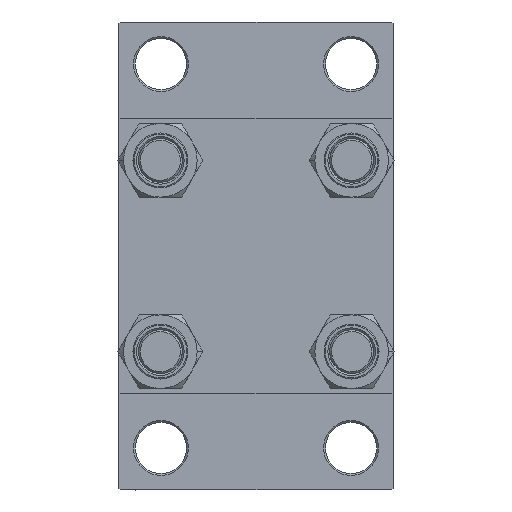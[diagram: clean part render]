
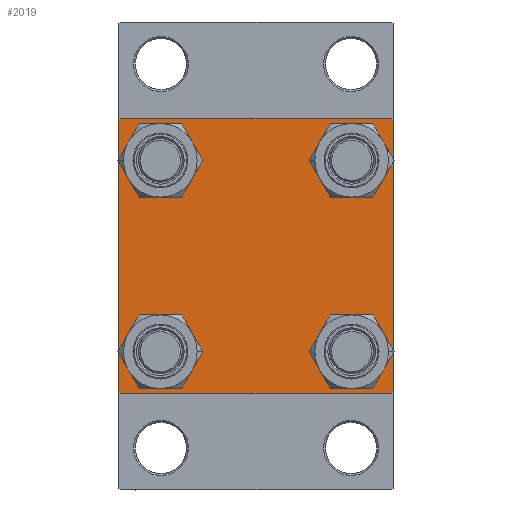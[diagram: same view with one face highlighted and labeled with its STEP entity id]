
A CAD part, left-side view. The second image highlights one B-rep face of the part: STEP entity #2019.
In plain terms, the highlighted planar face has unit normal (-1, 0, 0).
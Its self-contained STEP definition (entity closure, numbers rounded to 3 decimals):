
#278 = FACE_BOUND ( 'NONE', #7008, .T. ) ;
#300 = CARTESIAN_POINT ( 'NONE',  ( 0., 26.15, 32.65 ) ) ;
#523 = EDGE_LOOP ( 'NONE', ( #43954, #11195 ) ) ;
#825 = EDGE_CURVE ( 'NONE', #37209, #26416, #28492, .T. ) ;
#956 = EDGE_LOOP ( 'NONE', ( #27250, #34701 ) ) ;
#1610 = CIRCLE ( 'NONE', #23815, 6.5 ) ;
#1648 = VECTOR ( 'NONE', #41350, 1000. ) ;
#2019 = ADVANCED_FACE ( 'NONE', ( #278, #47276, #46806, #18266, #14931 ), #25919, .T. ) ;
#2686 = ORIENTED_EDGE ( 'NONE', *, *, #12435, .T. ) ;
#2925 = VERTEX_POINT ( 'NONE', #35788 ) ;
#3274 = DIRECTION ( 'NONE',  ( 1., 0., 0. ) ) ;
#3643 = CARTESIAN_POINT ( 'NONE',  ( 0., 0., 0. ) ) ;
#3885 = EDGE_CURVE ( 'NONE', #46963, #47053, #13873, .T. ) ;
#4611 = LINE ( 'NONE', #30971, #27748 ) ;
#4954 = EDGE_CURVE ( 'NONE', #20847, #30610, #21726, .T. ) ;
#4990 = VECTOR ( 'NONE', #24734, 1000. ) ;
#4991 = LINE ( 'NONE', #30870, #28500 ) ;
#5065 = EDGE_CURVE ( 'NONE', #30401, #13310, #31049, .T. ) ;
#5812 = EDGE_CURVE ( 'NONE', #27757, #35346, #1610, .T. ) ;
#5882 = CARTESIAN_POINT ( 'NONE',  ( 0., -37., 37.5 ) ) ;
#6400 = AXIS2_PLACEMENT_3D ( 'NONE', #17992, #43155, #32606 ) ;
#6581 = ORIENTED_EDGE ( 'NONE', *, *, #20367, .T. ) ;
#7008 = EDGE_LOOP ( 'NONE', ( #7363, #2686 ) ) ;
#7010 = DIRECTION ( 'NONE',  ( 0., 0., 1. ) ) ;
#7363 = ORIENTED_EDGE ( 'NONE', *, *, #22793, .T. ) ;
#8529 = EDGE_CURVE ( 'NONE', #26416, #12141, #4611, .T. ) ;
#8645 = CARTESIAN_POINT ( 'NONE',  ( 0., -37.25, -37.25 ) ) ;
#8764 = ORIENTED_EDGE ( 'NONE', *, *, #15894, .T. ) ;
#8920 = DIRECTION ( 'NONE',  ( 0., 0., 1. ) ) ;
#9979 = DIRECTION ( 'NONE',  ( 0., 0., 1. ) ) ;
#10186 = VERTEX_POINT ( 'NONE', #46966 ) ;
#11195 = ORIENTED_EDGE ( 'NONE', *, *, #16287, .T. ) ;
#11889 = CARTESIAN_POINT ( 'NONE',  ( 0., -37.5, 37.5 ) ) ;
#12131 = AXIS2_PLACEMENT_3D ( 'NONE', #33047, #36172, #25611 ) ;
#12141 = VERTEX_POINT ( 'NONE', #14457 ) ;
#12244 = ORIENTED_EDGE ( 'NONE', *, *, #4954, .F. ) ;
#12297 = ORIENTED_EDGE ( 'NONE', *, *, #29410, .T. ) ;
#12435 = EDGE_CURVE ( 'NONE', #10186, #46609, #22472, .T. ) ;
#12760 = CARTESIAN_POINT ( 'NONE',  ( 0., -26.15, 26.15 ) ) ;
#13310 = VERTEX_POINT ( 'NONE', #21231 ) ;
#13768 = VECTOR ( 'NONE', #47196, 1000. ) ;
#13873 = CIRCLE ( 'NONE', #36032, 6.5 ) ;
#14457 = CARTESIAN_POINT ( 'NONE',  ( 0., 37., -37.5 ) ) ;
#14557 = CARTESIAN_POINT ( 'NONE',  ( 0., 26.15, 26.15 ) ) ;
#14931 = FACE_OUTER_BOUND ( 'NONE', #33290, .T. ) ;
#15894 = EDGE_CURVE ( 'NONE', #12141, #32220, #20651, .T. ) ;
#16107 = EDGE_LOOP ( 'NONE', ( #37894, #12297 ) ) ;
#16287 = EDGE_CURVE ( 'NONE', #47053, #46963, #21751, .T. ) ;
#17992 = CARTESIAN_POINT ( 'NONE',  ( 0., -26.15, 26.15 ) ) ;
#18266 = FACE_BOUND ( 'NONE', #523, .T. ) ;
#18845 = DIRECTION ( 'NONE',  ( 1., 0., 0. ) ) ;
#20020 = CARTESIAN_POINT ( 'NONE',  ( 0., 26.15, -32.65 ) ) ;
#20181 = ORIENTED_EDGE ( 'NONE', *, *, #28416, .T. ) ;
#20367 = EDGE_CURVE ( 'NONE', #32220, #13310, #46260, .T. ) ;
#20651 = LINE ( 'NONE', #24263, #4990 ) ;
#20847 = VERTEX_POINT ( 'NONE', #45386 ) ;
#21231 = CARTESIAN_POINT ( 'NONE',  ( 0., -37.5, -37. ) ) ;
#21490 = DIRECTION ( 'NONE',  ( 0., 0.707, -0.707 ) ) ;
#21624 = DIRECTION ( 'NONE',  ( -1., 0., 0. ) ) ;
#21726 = LINE ( 'NONE', #43542, #29180 ) ;
#21751 = CIRCLE ( 'NONE', #27871, 6.5 ) ;
#21960 = DIRECTION ( 'NONE',  ( 0., 0., 1. ) ) ;
#22472 = CIRCLE ( 'NONE', #6400, 6.5 ) ;
#22558 = CARTESIAN_POINT ( 'NONE',  ( 0., -37.5, 37. ) ) ;
#22793 = EDGE_CURVE ( 'NONE', #46609, #10186, #23499, .T. ) ;
#22913 = AXIS2_PLACEMENT_3D ( 'NONE', #25859, #33768, #34009 ) ;
#23267 = DIRECTION ( 'NONE',  ( 0., -0.707, 0.707 ) ) ;
#23499 = CIRCLE ( 'NONE', #39538, 6.5 ) ;
#23542 = DIRECTION ( 'NONE',  ( 0., -0.707, -0.707 ) ) ;
#23771 = DIRECTION ( 'NONE',  ( 1., 0., 0. ) ) ;
#23815 = AXIS2_PLACEMENT_3D ( 'NONE', #40893, #18845, #29392 ) ;
#23907 = AXIS2_PLACEMENT_3D ( 'NONE', #40183, #3274, #21960 ) ;
#24190 = VECTOR ( 'NONE', #23267, 1000. ) ;
#24263 = CARTESIAN_POINT ( 'NONE',  ( 0., 37.5, -37.5 ) ) ;
#24388 = DIRECTION ( 'NONE',  ( 0., 0., 1. ) ) ;
#24734 = DIRECTION ( 'NONE',  ( 0., -1., 0. ) ) ;
#25611 = DIRECTION ( 'NONE',  ( 0., 0., 1. ) ) ;
#25859 = CARTESIAN_POINT ( 'NONE',  ( 0., -26.15, -26.15 ) ) ;
#25903 = CIRCLE ( 'NONE', #12131, 6.5 ) ;
#25919 = PLANE ( 'NONE',  #26783 ) ;
#26416 = VERTEX_POINT ( 'NONE', #41625 ) ;
#26783 = AXIS2_PLACEMENT_3D ( 'NONE', #3643, #21624, #7010 ) ;
#27250 = ORIENTED_EDGE ( 'NONE', *, *, #30001, .T. ) ;
#27748 = VECTOR ( 'NONE', #23542, 1000. ) ;
#27757 = VERTEX_POINT ( 'NONE', #20020 ) ;
#27871 = AXIS2_PLACEMENT_3D ( 'NONE', #14557, #28204, #24388 ) ;
#27950 = CARTESIAN_POINT ( 'NONE',  ( 0., 37.5, 37. ) ) ;
#28098 = ORIENTED_EDGE ( 'NONE', *, *, #8529, .T. ) ;
#28204 = DIRECTION ( 'NONE',  ( 1., 0., 0. ) ) ;
#28416 = EDGE_CURVE ( 'NONE', #20847, #37209, #34528, .T. ) ;
#28492 = LINE ( 'NONE', #32573, #13768 ) ;
#28500 = VECTOR ( 'NONE', #41412, 1000. ) ;
#29180 = VECTOR ( 'NONE', #40647, 1000. ) ;
#29392 = DIRECTION ( 'NONE',  ( 0., 0., 1. ) ) ;
#29410 = EDGE_CURVE ( 'NONE', #39011, #2925, #43575, .T. ) ;
#30001 = EDGE_CURVE ( 'NONE', #35346, #27757, #25903, .T. ) ;
#30401 = VERTEX_POINT ( 'NONE', #22558 ) ;
#30610 = VERTEX_POINT ( 'NONE', #5882 ) ;
#30870 = CARTESIAN_POINT ( 'NONE',  ( 0., -37.25, 37.25 ) ) ;
#30971 = CARTESIAN_POINT ( 'NONE',  ( 0., 37.25, -37.25 ) ) ;
#31049 = LINE ( 'NONE', #11889, #1648 ) ;
#31562 = CIRCLE ( 'NONE', #23907, 6.5 ) ;
#31568 = ORIENTED_EDGE ( 'NONE', *, *, #825, .T. ) ;
#32015 = DIRECTION ( 'NONE',  ( 1., 0., 0. ) ) ;
#32220 = VERTEX_POINT ( 'NONE', #36906 ) ;
#32573 = CARTESIAN_POINT ( 'NONE',  ( 0., 37.5, 37.5 ) ) ;
#32606 = DIRECTION ( 'NONE',  ( 0., 0., 1. ) ) ;
#33047 = CARTESIAN_POINT ( 'NONE',  ( 0., 26.15, -26.15 ) ) ;
#33290 = EDGE_LOOP ( 'NONE', ( #31568, #28098, #8764, #6581, #38465, #41002, #12244, #20181 ) ) ;
#33382 = CARTESIAN_POINT ( 'NONE',  ( 0., 26.15, 26.15 ) ) ;
#33768 = DIRECTION ( 'NONE',  ( 1., 0., 0. ) ) ;
#34009 = DIRECTION ( 'NONE',  ( 0., 0., 1. ) ) ;
#34528 = LINE ( 'NONE', #44250, #35916 ) ;
#34701 = ORIENTED_EDGE ( 'NONE', *, *, #5812, .T. ) ;
#35346 = VERTEX_POINT ( 'NONE', #37033 ) ;
#35788 = CARTESIAN_POINT ( 'NONE',  ( 0., -26.15, -19.65 ) ) ;
#35916 = VECTOR ( 'NONE', #21490, 1000. ) ;
#36032 = AXIS2_PLACEMENT_3D ( 'NONE', #33382, #32015, #9979 ) ;
#36172 = DIRECTION ( 'NONE',  ( 1., 0., 0. ) ) ;
#36906 = CARTESIAN_POINT ( 'NONE',  ( 0., -37., -37.5 ) ) ;
#37033 = CARTESIAN_POINT ( 'NONE',  ( 0., 26.15, -19.65 ) ) ;
#37209 = VERTEX_POINT ( 'NONE', #27950 ) ;
#37894 = ORIENTED_EDGE ( 'NONE', *, *, #43866, .T. ) ;
#38465 = ORIENTED_EDGE ( 'NONE', *, *, #5065, .F. ) ;
#39011 = VERTEX_POINT ( 'NONE', #41260 ) ;
#39538 = AXIS2_PLACEMENT_3D ( 'NONE', #12760, #23771, #8920 ) ;
#40183 = CARTESIAN_POINT ( 'NONE',  ( 0., -26.15, -26.15 ) ) ;
#40647 = DIRECTION ( 'NONE',  ( 0., -1., 0. ) ) ;
#40893 = CARTESIAN_POINT ( 'NONE',  ( 0., 26.15, -26.15 ) ) ;
#41002 = ORIENTED_EDGE ( 'NONE', *, *, #44659, .T. ) ;
#41260 = CARTESIAN_POINT ( 'NONE',  ( 0., -26.15, -32.65 ) ) ;
#41350 = DIRECTION ( 'NONE',  ( 0., 0., -1. ) ) ;
#41412 = DIRECTION ( 'NONE',  ( 0., 0.707, 0.707 ) ) ;
#41625 = CARTESIAN_POINT ( 'NONE',  ( 0., 37.5, -37. ) ) ;
#41688 = CARTESIAN_POINT ( 'NONE',  ( 0., 26.15, 19.65 ) ) ;
#43155 = DIRECTION ( 'NONE',  ( 1., 0., 0. ) ) ;
#43542 = CARTESIAN_POINT ( 'NONE',  ( 0., 37.5, 37.5 ) ) ;
#43575 = CIRCLE ( 'NONE', #22913, 6.5 ) ;
#43866 = EDGE_CURVE ( 'NONE', #2925, #39011, #31562, .T. ) ;
#43954 = ORIENTED_EDGE ( 'NONE', *, *, #3885, .T. ) ;
#44250 = CARTESIAN_POINT ( 'NONE',  ( 0., 37.25, 37.25 ) ) ;
#44659 = EDGE_CURVE ( 'NONE', #30401, #30610, #4991, .T. ) ;
#45386 = CARTESIAN_POINT ( 'NONE',  ( 0., 37., 37.5 ) ) ;
#46260 = LINE ( 'NONE', #8645, #24190 ) ;
#46407 = CARTESIAN_POINT ( 'NONE',  ( 0., -26.15, 32.65 ) ) ;
#46609 = VERTEX_POINT ( 'NONE', #46407 ) ;
#46806 = FACE_BOUND ( 'NONE', #956, .T. ) ;
#46963 = VERTEX_POINT ( 'NONE', #300 ) ;
#46966 = CARTESIAN_POINT ( 'NONE',  ( 0., -26.15, 19.65 ) ) ;
#47053 = VERTEX_POINT ( 'NONE', #41688 ) ;
#47196 = DIRECTION ( 'NONE',  ( 0., 0., -1. ) ) ;
#47276 = FACE_BOUND ( 'NONE', #16107, .T. ) ;
